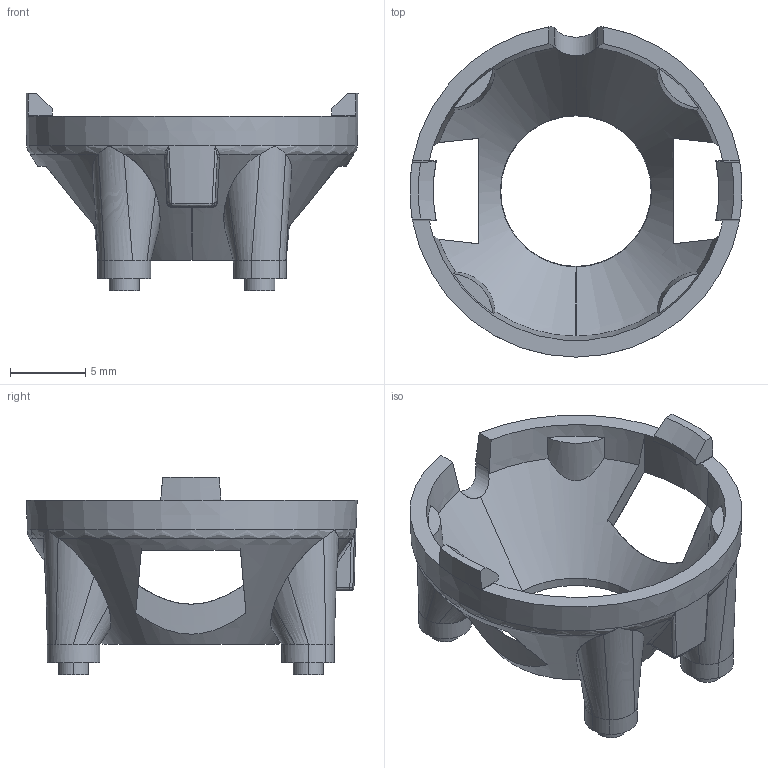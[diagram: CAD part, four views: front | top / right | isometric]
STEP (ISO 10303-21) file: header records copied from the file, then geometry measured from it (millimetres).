
FILE_DESCRIPTION(('FreeCAD Model'),'2;1');
FILE_NAME('Carclo_10740.step','2018-03-07T13:55:50',( 'kicad StepUp'),('ksu MCAD'),'Open CASCADE STEP processor 6.8', 'FreeCAD','Unknown');
FILE_SCHEMA(('AUTOMOTIVE_DESIGN_CC2 { 1 2 10303 214 -1 1 5 4 }'));
Length unit declared in the file: millimetre
Products named in the file (2): ASSEMBLY; Carclo_10740
Assembly tree (1 placements, depth 2):
  ASSEMBLY
    Carclo_10740
Bounding box: 22.06 x 21.95 x 13.1 mm (x, y, z)
Surface area: 1441.2 mm2 (no closed solid volume)
Topology: 0 solids, 121 shells, 121 faces, 630 edges, 630 vertices
Faces by surface type: bspline 67, revolution 52, extrusion 2
Entity records: 12853 total; most frequent: CARTESIAN_POINT 7338, DIRECTION 812, ORIENTED_EDGE 630, EDGE_CURVE 630, VERTEX_POINT 630, AXIS2_PLACEMENT_3D 288, CIRCLE 254, B_SPLINE_CURVE_WITH_KNOTS 216
